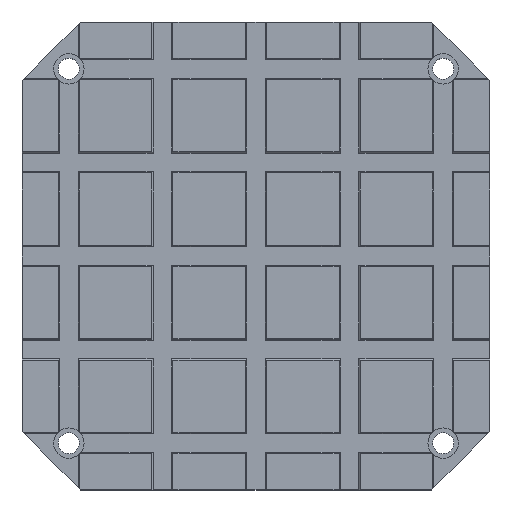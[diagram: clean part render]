
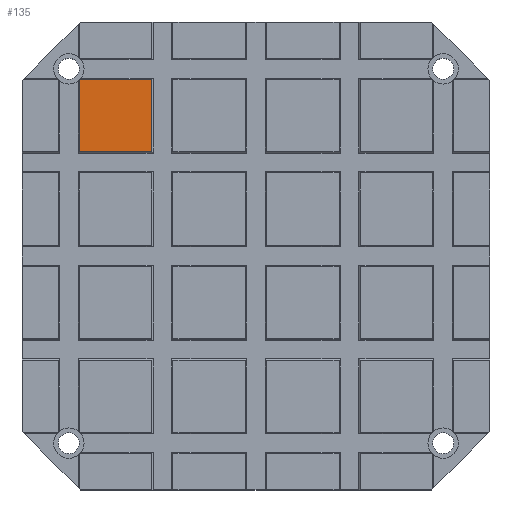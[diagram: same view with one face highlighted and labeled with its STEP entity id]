
A CAD part, top view. The second image highlights one B-rep face of the part: STEP entity #135.
In plain terms, the highlighted planar face has unit normal (0, 0, 1).
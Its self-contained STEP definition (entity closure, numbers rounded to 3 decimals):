
#135 = ADVANCED_FACE( '', ( #701 ), #702, .T. );
#701 = FACE_OUTER_BOUND( '', #1738, .T. );
#702 = PLANE( '', #1739 );
#1738 = EDGE_LOOP( '', ( #3442, #3443, #3444, #3445, #3446 ) );
#1739 = AXIS2_PLACEMENT_3D( '', #3447, #3448, #3449 );
#3442 = ORIENTED_EDGE( '', *, *, #7149, .F. );
#3443 = ORIENTED_EDGE( '', *, *, #7150, .T. );
#3444 = ORIENTED_EDGE( '', *, *, #7151, .T. );
#3445 = ORIENTED_EDGE( '', *, *, #7152, .F. );
#3446 = ORIENTED_EDGE( '', *, *, #7153, .T. );
#3447 = CARTESIAN_POINT( '', ( -200., -200., 75. ) );
#3448 = DIRECTION( '', ( 0., 0., 1. ) );
#3449 = DIRECTION( '', ( 1., 0., 0. ) );
#7149 = EDGE_CURVE( '', #8844, #8845, #8846, .T. );
#7150 = EDGE_CURVE( '', #8844, #8847, #8848, .T. );
#7151 = EDGE_CURVE( '', #8847, #8849, #8850, .T. );
#7152 = EDGE_CURVE( '', #8851, #8849, #8852, .T. );
#7153 = EDGE_CURVE( '', #8851, #8845, #8853, .T. );
#8844 = VERTEX_POINT( '', #11444 );
#8845 = VERTEX_POINT( '', #11445 );
#8846 = LINE( '', #11446, #11447 );
#8847 = VERTEX_POINT( '', #11448 );
#8848 = LINE( '', #11449, #11450 );
#8849 = VERTEX_POINT( '', #11451 );
#8850 = LINE( '', #11452, #11453 );
#8851 = VERTEX_POINT( '', #11454 );
#8852 = LINE( '', #11455, #11456 );
#8853 = CIRCLE( '', #11457, 13. );
#11444 = CARTESIAN_POINT( '', ( -151., 89., 75. ) );
#11445 = CARTESIAN_POINT( '', ( -151., 150.619, 75. ) );
#11446 = CARTESIAN_POINT( '', ( -151., -200., 75. ) );
#11447 = VECTOR( '', #14026, 1000. );
#11448 = CARTESIAN_POINT( '', ( -89., 89., 75. ) );
#11449 = CARTESIAN_POINT( '', ( -200., 89., 75. ) );
#11450 = VECTOR( '', #14027, 1000. );
#11451 = CARTESIAN_POINT( '', ( -89., 151., 75. ) );
#11452 = CARTESIAN_POINT( '', ( -89., -200., 75. ) );
#11453 = VECTOR( '', #14028, 1000. );
#11454 = CARTESIAN_POINT( '', ( -150.619, 151., 75. ) );
#11455 = CARTESIAN_POINT( '', ( -200., 151., 75. ) );
#11456 = VECTOR( '', #14029, 1000. );
#11457 = AXIS2_PLACEMENT_3D( '', #14030, #14031, #14032 );
#14026 = DIRECTION( '', ( 0., 1., 0. ) );
#14027 = DIRECTION( '', ( 1., 0., 0. ) );
#14028 = DIRECTION( '', ( 0., 1., 0. ) );
#14029 = DIRECTION( '', ( 1., 0., 0. ) );
#14030 = CARTESIAN_POINT( '', ( -160., 160., 75. ) );
#14031 = DIRECTION( '', ( 0., 0., -1. ) );
#14032 = DIRECTION( '', ( 0., -1., 0. ) );
